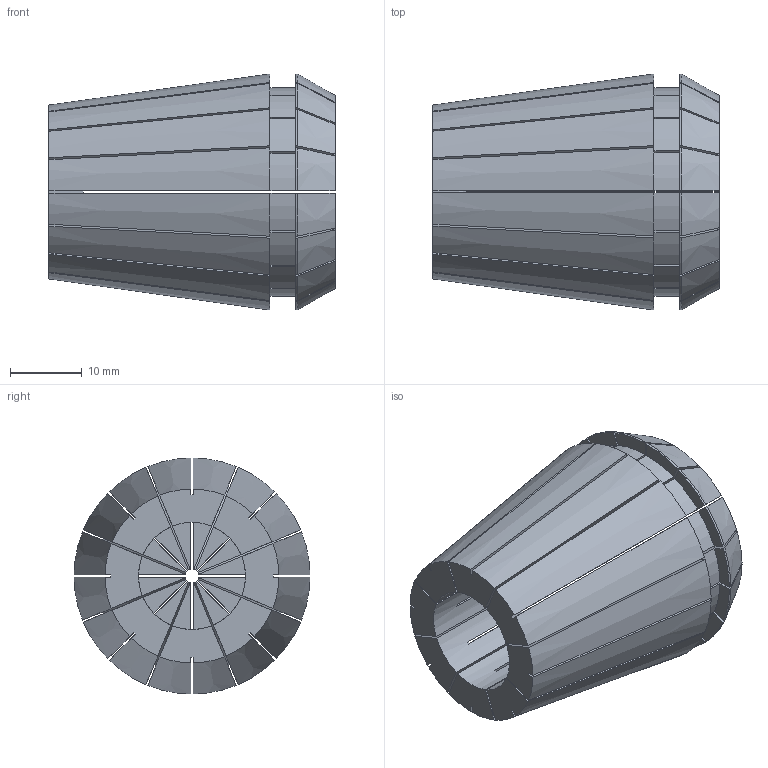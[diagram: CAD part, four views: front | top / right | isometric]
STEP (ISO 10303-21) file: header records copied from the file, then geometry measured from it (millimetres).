
FILE_DESCRIPTION (( 'STEP AP203' ), '1' );
FILE_NAME ('04232-02.STEP', '2017-04-06T06:00:53', ( '' ), ( '' ), 'SwSTEP 2.0', 'SolidWorks 2015', '' );
FILE_SCHEMA (( 'CONFIG_CONTROL_DESIGN' ));
Length unit declared in the file: millimetre
Products named in the file (1): 04232-02
Bounding box: 40 x 33 x 33 mm (x, y, z)
Volume: 20670.4 mm3; surface area: 16970.9 mm2
Topology: 1 solids, 1 shells, 185 faces, 555 edges, 370 vertices
Faces by surface type: plane 96, cylinder 65, cone 24
Entity records: 6578 total; most frequent: CARTESIAN_POINT 1492, ORIENTED_EDGE 1110, DIRECTION 1023, EDGE_CURVE 555, AXIS2_PLACEMENT_3D 371, VERTEX_POINT 370, LINE 281, VECTOR 281
